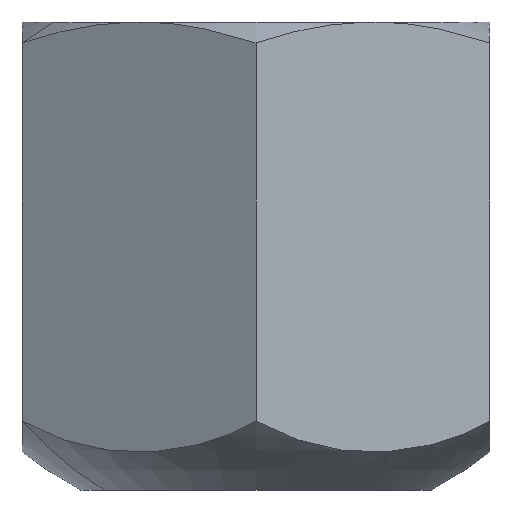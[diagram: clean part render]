
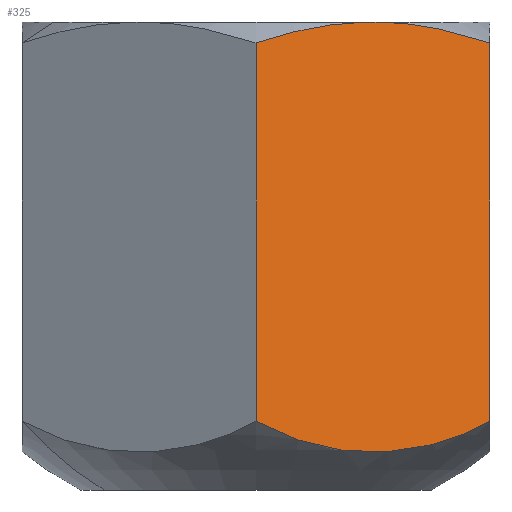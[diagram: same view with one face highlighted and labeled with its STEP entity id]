
A CAD part, front view. The second image highlights one B-rep face of the part: STEP entity #325.
In plain terms, the highlighted planar face has unit normal (0.5, -0.866, 0).
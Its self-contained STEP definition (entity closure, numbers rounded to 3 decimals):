
#203=EDGE_CURVE('',#355,#241,#457,.T.);
#205=EDGE_CURVE('',#301,#217,#459,.T.);
#211=EDGE_CURVE('',#261,#323,#465,.T.);
#217=VERTEX_POINT('',#471);
#219=EDGE_CURVE('',#241,#323,#473,.T.);
#235=EDGE_CURVE('',#261,#301,#492,.T.);
#241=VERTEX_POINT('',#498);
#261=VERTEX_POINT('',#520);
#301=VERTEX_POINT('',#564);
#323=VERTEX_POINT('',#587);
#325=ADVANCED_FACE('',(#589),#590,.T.);
#327=EDGE_CURVE('',#217,#355,#592,.T.);
#355=VERTEX_POINT('',#624);
#457=LINE('',#759,#760);
#459=LINE('',#763,#764);
#465=LINE('',#782,#783);
#471=CARTESIAN_POINT('',(11.994,-6.925,22.932));
#473=(B_SPLINE_CURVE(2,(#795,#796,#797),.UNSPECIFIED.,.F.,.F.)B_SPLINE_CURVE_WITH_KNOTS((3,3),(0.0,8.393),.UNSPECIFIED.)RATIONAL_B_SPLINE_CURVE((1.0,1.08,1.092))BOUNDED_CURVE()REPRESENTATION_ITEM('')GEOMETRIC_REPRESENTATION_ITEM()CURVE());
#492=B_SPLINE_CURVE_WITH_KNOTS('',3,(#824,#825,#826,#827,#828,#829,#830,#831,#832,#833,#834,#835,#836,#837,#838,#839,#840,#841,#842),.UNSPECIFIED.,.F.,.F.,(4,2,2,2,3,2,2,2,4),(-6.768,-5.076,-3.384,-1.692,0.0,1.692,3.384,5.076,6.768),.UNSPECIFIED.);
#498=CARTESIAN_POINT('',(5.681,-10.57,24.0));
#520=CARTESIAN_POINT('',(0.,-13.85,3.526));
#564=CARTESIAN_POINT('',(11.994,-6.925,3.526));
#587=CARTESIAN_POINT('',(0.,-13.85,22.932));
#589=FACE_OUTER_BOUND('',#1065,.T.);
#590=PLANE('',#1066);
#592=(B_SPLINE_CURVE(2,(#1070,#1071,#1072),.UNSPECIFIED.,.F.,.F.)B_SPLINE_CURVE_WITH_KNOTS((3,3),(11.209,19.602),.UNSPECIFIED.)RATIONAL_B_SPLINE_CURVE((1.092,1.08,1.0))BOUNDED_CURVE()REPRESENTATION_ITEM('')GEOMETRIC_REPRESENTATION_ITEM()CURVE());
#624=CARTESIAN_POINT('',(6.313,-10.205,24.0));
#759=CARTESIAN_POINT('',(0.,-13.85,24.0));
#760=VECTOR('',#1280,1.0);
#763=CARTESIAN_POINT('',(11.994,-6.925,0.0));
#764=VECTOR('',#1281,1.0);
#782=CARTESIAN_POINT('',(0.,-13.85,0.0));
#783=VECTOR('',#1285,1.0);
#795=CARTESIAN_POINT('',(5.681,-10.57,24.0));
#796=CARTESIAN_POINT('',(3.044,-12.093,23.947));
#797=CARTESIAN_POINT('',(0.,-13.85,22.932));
#824=CARTESIAN_POINT('',(0.,-13.85,3.526));
#825=CARTESIAN_POINT('',(0.44,-13.596,3.282));
#826=CARTESIAN_POINT('',(0.911,-13.324,3.053));
#827=CARTESIAN_POINT('',(1.893,-12.757,2.651));
#828=CARTESIAN_POINT('',(2.404,-12.462,2.477));
#829=CARTESIAN_POINT('',(3.439,-11.865,2.201));
#830=CARTESIAN_POINT('',(3.963,-11.562,2.097));
#831=CARTESIAN_POINT('',(4.998,-10.964,1.963));
#832=CARTESIAN_POINT('',(5.509,-10.67,1.932));
#833=CARTESIAN_POINT('',(5.997,-10.388,1.932));
#834=CARTESIAN_POINT('',(6.486,-10.105,1.932));
#835=CARTESIAN_POINT('',(6.996,-9.811,1.963));
#836=CARTESIAN_POINT('',(8.031,-9.213,2.097));
#837=CARTESIAN_POINT('',(8.556,-8.91,2.201));
#838=CARTESIAN_POINT('',(9.591,-8.313,2.477));
#839=CARTESIAN_POINT('',(10.102,-8.018,2.651));
#840=CARTESIAN_POINT('',(11.083,-7.451,3.053));
#841=CARTESIAN_POINT('',(11.554,-7.179,3.282));
#842=CARTESIAN_POINT('',(11.994,-6.925,3.526));
#1065=EDGE_LOOP('',(#1407,#1408,#1409,#1410,#1411,#1412));
#1066=AXIS2_PLACEMENT_3D('',#1413,#1414,#1415);
#1070=CARTESIAN_POINT('',(11.994,-6.925,22.932));
#1071=CARTESIAN_POINT('',(8.951,-8.682,23.947));
#1072=CARTESIAN_POINT('',(6.313,-10.205,24.0));
#1280=DIRECTION('',(-0.866,-0.5,0.0));
#1281=DIRECTION('',(0.0,0.0,1.0));
#1285=DIRECTION('',(0.0,0.0,1.0));
#1407=ORIENTED_EDGE('',*,*,#235,.T.);
#1408=ORIENTED_EDGE('',*,*,#205,.T.);
#1409=ORIENTED_EDGE('',*,*,#327,.T.);
#1410=ORIENTED_EDGE('',*,*,#203,.T.);
#1411=ORIENTED_EDGE('',*,*,#219,.T.);
#1412=ORIENTED_EDGE('',*,*,#211,.F.);
#1413=CARTESIAN_POINT('',(11.994,-6.925,0.0));
#1414=DIRECTION('',(0.5,-0.866,0.0));
#1415=DIRECTION('',(0.0,0.0,-1.0));
